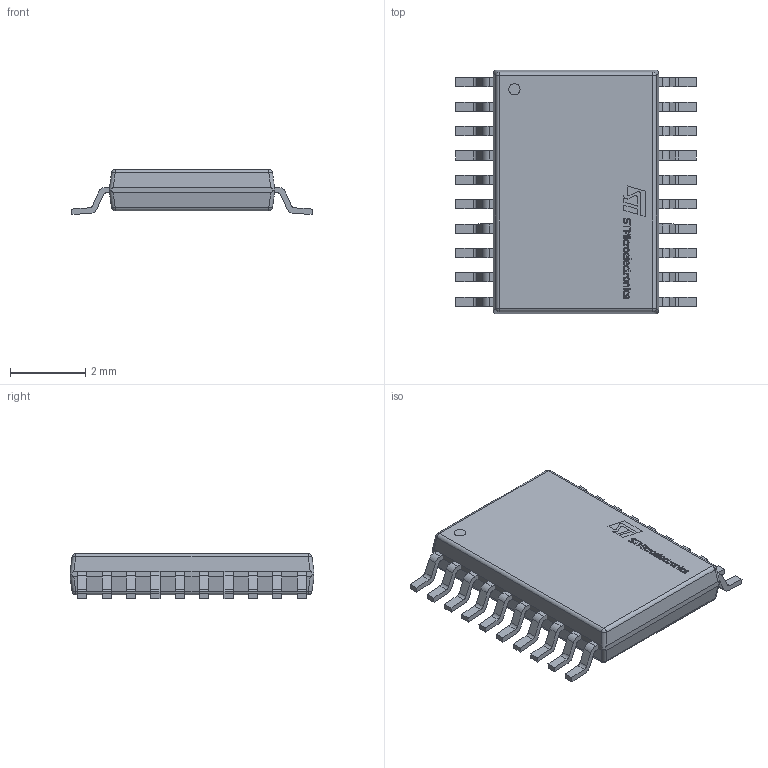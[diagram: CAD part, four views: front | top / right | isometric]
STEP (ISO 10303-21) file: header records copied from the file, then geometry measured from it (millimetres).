
FILE_DESCRIPTION(/* description */ (''),/* implementation_level */ '2;1');
FILE_NAME(/* name */ '1.stp',/* time_stamp */ '2019-11-13T05:09:29+02:00',/* author */ ('k'),/* organization */ (''),/* preprocessor_version */ 'ST-DEVELOPER v15.6',/* originating_system */ 'Autodesk Inventor 2015',/* authorisation */ '');
FILE_SCHEMA (('AUTOMOTIVE_DESIGN { 1 0 10303 214 3 1 1 }'));
Length unit declared in the file: millimetre
Products named in the file (4): `1; 1; STM Logo
Bounding box: 6.42 x 6.5 x 1.2 mm (x, y, z)
Volume: 31.8 mm3; surface area: 103.7 mm2
Topology: 45 solids, 45 shells, 624 faces, 1578 edges, 1044 vertices
Faces by surface type: plane 385, bspline 129, cylinder 102, sphere 8
Full cylindrical faces by diameter (mm): 0.302 x1
Entity records: 19369 total; most frequent: CARTESIAN_POINT 4929, ORIENTED_EDGE 3154, DIRECTION 2539, EDGE_CURVE 1577, LINE 1103, VECTOR 1103, VERTEX_POINT 1044, AXIS2_PLACEMENT_3D 718
